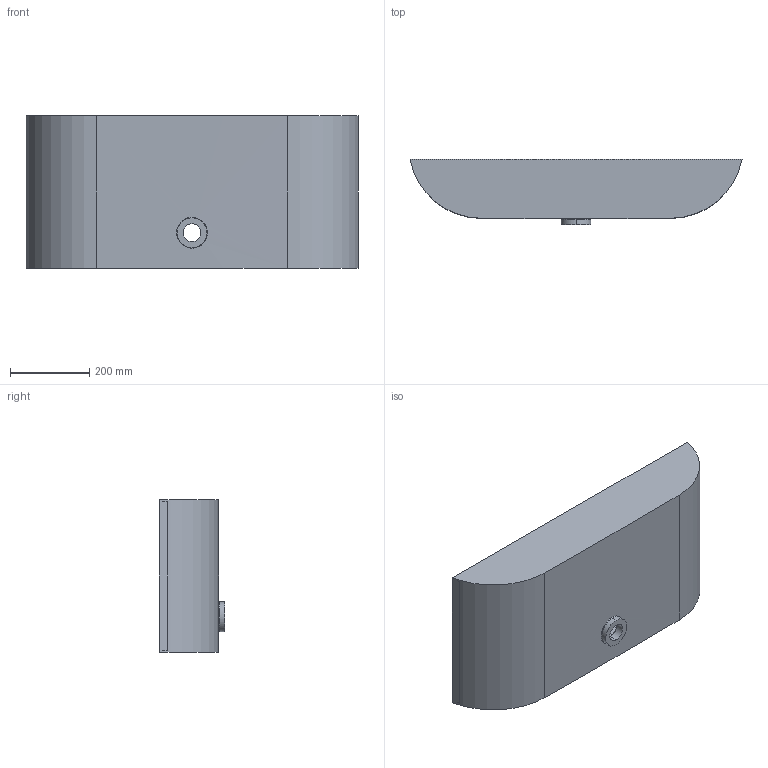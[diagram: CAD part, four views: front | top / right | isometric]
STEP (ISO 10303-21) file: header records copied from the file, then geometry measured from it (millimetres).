
FILE_DESCRIPTION (( 'STEP AP214' ), '1' );
FILE_NAME ('D790-1.STEP', '2018-04-27T10:06:48', ( '' ), ( '' ), 'SwSTEP 2.0', 'SolidWorks 2017', '' );
FILE_SCHEMA (( 'AUTOMOTIVE_DESIGN' ));
Length unit declared in the file: millimetre
Products named in the file (2): D790-1
Bounding box: 835.58 x 165 x 385 mm (x, y, z)
Volume: 8928913.6 mm3; surface area: 1308135.7 mm2
Topology: 2 solids, 2 shells, 30 faces, 68 edges, 44 vertices
Faces by surface type: plane 16, cylinder 10, bspline 4
Entity records: 3248 total; most frequent: CARTESIAN_POINT 2526, ORIENTED_EDGE 136, DIRECTION 128, EDGE_CURVE 68, VERTEX_POINT 44, AXIS2_PLACEMENT_3D 44, VECTOR 40, LINE 40
